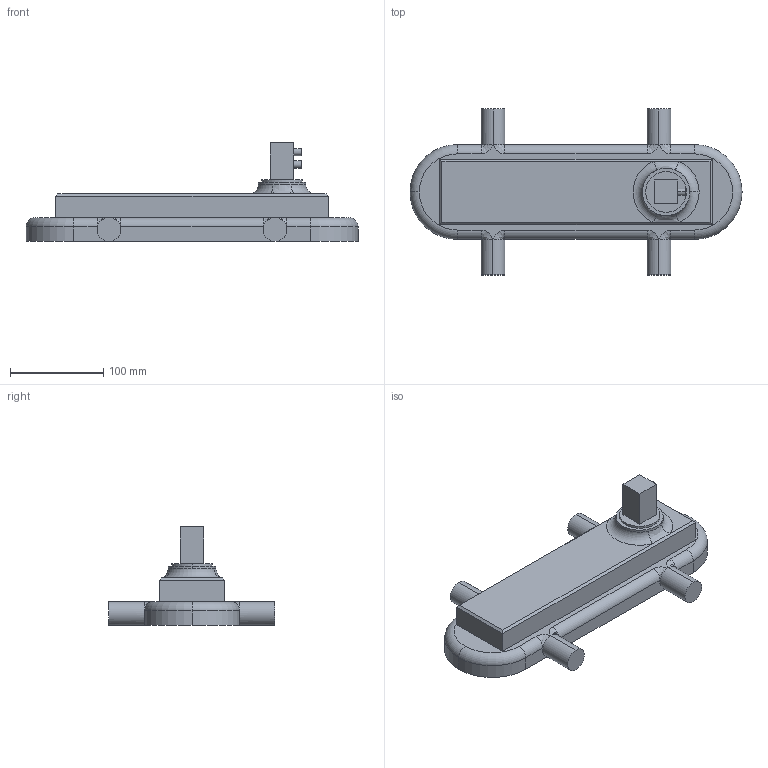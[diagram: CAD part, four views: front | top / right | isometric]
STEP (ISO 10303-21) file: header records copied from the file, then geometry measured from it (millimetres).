
FILE_DESCRIPTION (( 'STEP AP203' ), '1' );
FILE_NAME ('Part1Base_Default_sldprt.STEP', '2021-06-29T15:48:02', ( '' ), ( '' ), 'SwSTEP 2.0', 'SolidWorks 2020', '' );
FILE_SCHEMA (( 'CONFIG_CONTROL_DESIGN' ));
Length unit declared in the file: inch
Products named in the file (1): Part1Base_Default_sldprt
Bounding box: 355.6 x 177.8 x 105.66 mm (x, y, z)
Volume: 1499412.6 mm3; surface area: 121436.8 mm2
Topology: 1 solids, 1 shells, 78 faces, 177 edges, 100 vertices
Faces by surface type: plane 33, cylinder 29, bspline 10, torus 6
Entity records: 3108 total; most frequent: CARTESIAN_POINT 1328, DIRECTION 377, ORIENTED_EDGE 338, EDGE_CURVE 169, AXIS2_PLACEMENT_3D 149, VERTEX_POINT 100, EDGE_LOOP 85, CIRCLE 80
